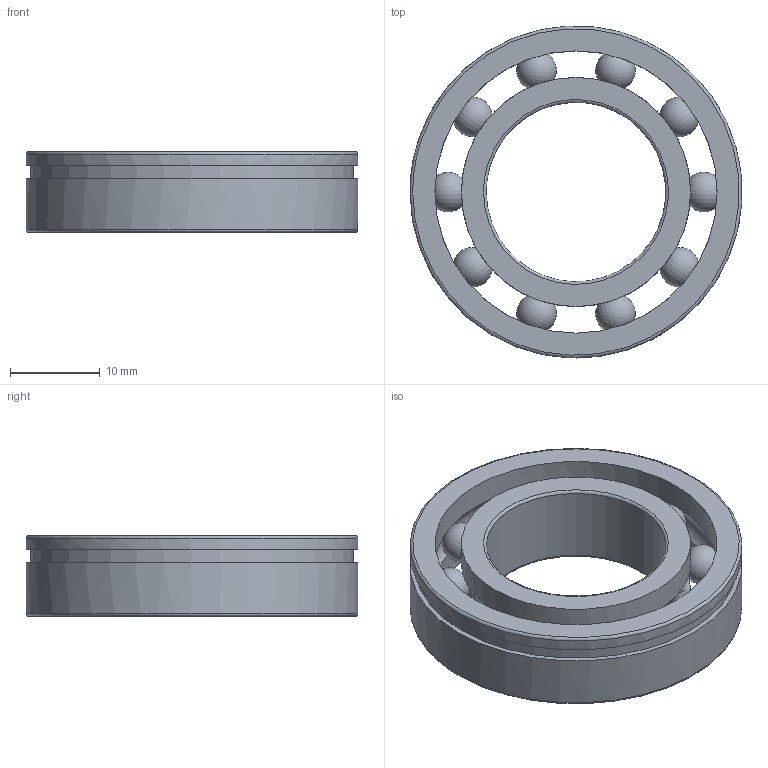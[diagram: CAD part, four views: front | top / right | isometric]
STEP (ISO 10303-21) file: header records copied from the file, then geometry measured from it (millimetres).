
FILE_DESCRIPTION( ('This file contains a STEP AP42 implementation' ,'as created by ZW3D STEP Interface translator.' ,'') ,'2;1' );
FILE_NAME( 'ﾉｰﾂﾖｼﾜｴｯﾇ晗瞶盖ﾐ.iam.stp' ,'251027.114731', (''), ('ZWCAD Software Co.'), 'Version 1.0', 'ZW3D to STEP translator', '' );
FILE_SCHEMA(('AUTOMOTIVE_DESIGN { 1 0 10303 214 1 1 1 1 }'));
Length unit declared in the file: millimetre
Products named in the file (4): 0; 砂轮架带动曲轴轴承.iam; 砂轮架带动曲轴轴承; 幗雄粣創 61904 N GB_T 276-94.ipt
Assembly tree (2 placements, depth 3):
  0
  砂轮架带动曲轴轴承.iam
    砂轮架带动曲轴轴承
      幗雄粣創 61904 N GB_T 276-94.ipt
Bounding box: 37 x 37 x 9 mm (x, y, z)
Volume: 4520.6 mm3; surface area: 4976.8 mm2
Topology: 12 solids, 12 shells, 48 faces, 126 edges, 84 vertices
Faces by surface type: torus 24, sphere 10, cylinder 8, plane 6
Full cylindrical faces by diameter (mm): 20 x1, 25.542 x2, 31.458 x2, 35.92 x1, 37 x2
Entity records: 1548 total; most frequent: DIRECTION 314, CARTESIAN_POINT 245, ORIENTED_EDGE 212, AXIS2_PLACEMENT_3D 153, EDGE_CURVE 106, CIRCLE 98, VERTEX_POINT 84, EDGE_LOOP 54
